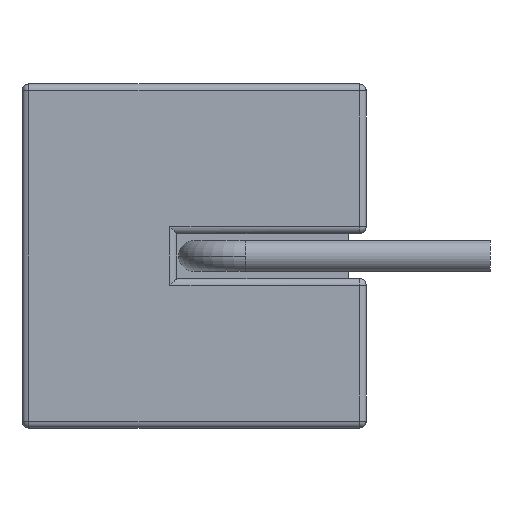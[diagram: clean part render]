
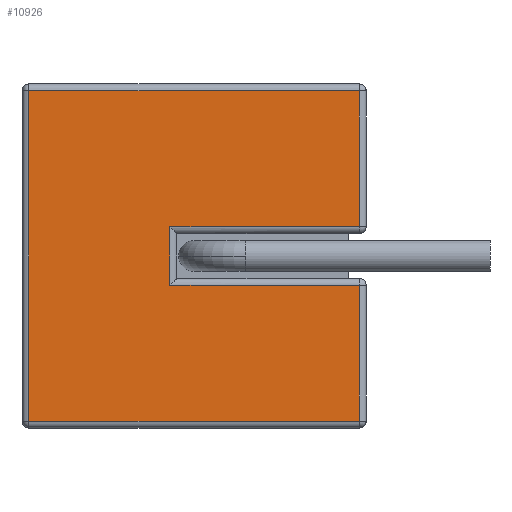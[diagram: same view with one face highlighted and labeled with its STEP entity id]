
A CAD part, left-side view. The second image highlights one B-rep face of the part: STEP entity #10926.
In plain terms, the highlighted planar face has unit normal (-1, 0, 0).
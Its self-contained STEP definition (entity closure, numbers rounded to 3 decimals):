
#210 = LINE ( 'NONE', #1423, #17842 ) ;
#254 = VECTOR ( 'NONE', #9815, 1000. ) ;
#633 = CARTESIAN_POINT ( 'NONE',  ( -11., 10., -0.85 ) ) ;
#1423 = CARTESIAN_POINT ( 'NONE',  ( -11., 10., 0.85 ) ) ;
#1588 = EDGE_LOOP ( 'NONE', ( #17534, #8449, #3976, #14589, #13722, #18157, #15319, #3027 ) ) ;
#2126 = DIRECTION ( 'NONE',  ( 0., 1., 0. ) ) ;
#2565 = DIRECTION ( 'NONE',  ( 0., 0., -1. ) ) ;
#2886 = VERTEX_POINT ( 'NONE', #15541 ) ;
#3027 = ORIENTED_EDGE ( 'NONE', *, *, #16296, .T. ) ;
#3922 = VERTEX_POINT ( 'NONE', #6481 ) ;
#3976 = ORIENTED_EDGE ( 'NONE', *, *, #11414, .T. ) ;
#4211 = CARTESIAN_POINT ( 'NONE',  ( -11., 0.2, -5. ) ) ;
#4568 = DIRECTION ( 'NONE',  ( 0., -1., 0. ) ) ;
#4685 = PLANE ( 'NONE',  #8950 ) ;
#4978 = LINE ( 'NONE', #15666, #17508 ) ;
#5050 = EDGE_CURVE ( 'NONE', #9790, #15050, #17210, .T. ) ;
#5585 = DIRECTION ( 'NONE',  ( 0., 0., -1. ) ) ;
#5743 = EDGE_CURVE ( 'NONE', #2886, #11656, #15913, .T. ) ;
#6481 = CARTESIAN_POINT ( 'NONE',  ( -11., 0.2, 4.8 ) ) ;
#6571 = DIRECTION ( 'NONE',  ( 0., 1., 0. ) ) ;
#6975 = VERTEX_POINT ( 'NONE', #15969 ) ;
#7326 = EDGE_CURVE ( 'NONE', #15050, #6975, #210, .T. ) ;
#7633 = CARTESIAN_POINT ( 'NONE',  ( -11., 5.7, -0.85 ) ) ;
#7831 = CARTESIAN_POINT ( 'NONE',  ( -11., 9.8, -4.8 ) ) ;
#7988 = VECTOR ( 'NONE', #8182, 1000. ) ;
#7990 = VERTEX_POINT ( 'NONE', #17727 ) ;
#8182 = DIRECTION ( 'NONE',  ( 0., 0., 1. ) ) ;
#8449 = ORIENTED_EDGE ( 'NONE', *, *, #7326, .T. ) ;
#8606 = CARTESIAN_POINT ( 'NONE',  ( -11., 9.8, -5. ) ) ;
#8950 = AXIS2_PLACEMENT_3D ( 'NONE', #13782, #18933, #5585 ) ;
#9673 = VECTOR ( 'NONE', #16112, 1000. ) ;
#9790 = VERTEX_POINT ( 'NONE', #7633 ) ;
#9815 = DIRECTION ( 'NONE',  ( 0., 0., 1. ) ) ;
#10114 = CARTESIAN_POINT ( 'NONE',  ( -11., 10., -4.8 ) ) ;
#10510 = EDGE_CURVE ( 'NONE', #7990, #16127, #17079, .T. ) ;
#10926 = ADVANCED_FACE ( 'NONE', ( #18248 ), #4685, .F. ) ;
#11402 = VECTOR ( 'NONE', #16381, 1000. ) ;
#11414 = EDGE_CURVE ( 'NONE', #6975, #3922, #14783, .T. ) ;
#11656 = VERTEX_POINT ( 'NONE', #7831 ) ;
#11881 = VECTOR ( 'NONE', #2565, 1000. ) ;
#12400 = LINE ( 'NONE', #633, #12965 ) ;
#12574 = CARTESIAN_POINT ( 'NONE',  ( -11., 5.7, -5. ) ) ;
#12634 = CARTESIAN_POINT ( 'NONE',  ( -11., 0.2, -5. ) ) ;
#12943 = EDGE_CURVE ( 'NONE', #3922, #2886, #4978, .T. ) ;
#12965 = VECTOR ( 'NONE', #6571, 1000. ) ;
#13722 = ORIENTED_EDGE ( 'NONE', *, *, #5743, .T. ) ;
#13782 = CARTESIAN_POINT ( 'NONE',  ( -11., 10., -5. ) ) ;
#13886 = EDGE_CURVE ( 'NONE', #11656, #7990, #17590, .T. ) ;
#14589 = ORIENTED_EDGE ( 'NONE', *, *, #12943, .T. ) ;
#14783 = LINE ( 'NONE', #4211, #11402 ) ;
#15050 = VERTEX_POINT ( 'NONE', #18750 ) ;
#15319 = ORIENTED_EDGE ( 'NONE', *, *, #10510, .T. ) ;
#15541 = CARTESIAN_POINT ( 'NONE',  ( -11., 9.8, 4.8 ) ) ;
#15666 = CARTESIAN_POINT ( 'NONE',  ( -11., 10., 4.8 ) ) ;
#15913 = LINE ( 'NONE', #8606, #11881 ) ;
#15969 = CARTESIAN_POINT ( 'NONE',  ( -11., 0.2, 0.85 ) ) ;
#16112 = DIRECTION ( 'NONE',  ( 0., -1., 0. ) ) ;
#16127 = VERTEX_POINT ( 'NONE', #16153 ) ;
#16153 = CARTESIAN_POINT ( 'NONE',  ( -11., 0.2, -0.85 ) ) ;
#16296 = EDGE_CURVE ( 'NONE', #16127, #9790, #12400, .T. ) ;
#16381 = DIRECTION ( 'NONE',  ( 0., 0., 1. ) ) ;
#17079 = LINE ( 'NONE', #12634, #7988 ) ;
#17210 = LINE ( 'NONE', #12574, #254 ) ;
#17508 = VECTOR ( 'NONE', #2126, 1000. ) ;
#17534 = ORIENTED_EDGE ( 'NONE', *, *, #5050, .T. ) ;
#17590 = LINE ( 'NONE', #10114, #9673 ) ;
#17727 = CARTESIAN_POINT ( 'NONE',  ( -11., 0.2, -4.8 ) ) ;
#17842 = VECTOR ( 'NONE', #4568, 1000. ) ;
#18157 = ORIENTED_EDGE ( 'NONE', *, *, #13886, .T. ) ;
#18248 = FACE_OUTER_BOUND ( 'NONE', #1588, .T. ) ;
#18750 = CARTESIAN_POINT ( 'NONE',  ( -11., 5.7, 0.85 ) ) ;
#18933 = DIRECTION ( 'NONE',  ( 1., 0., 0. ) ) ;
